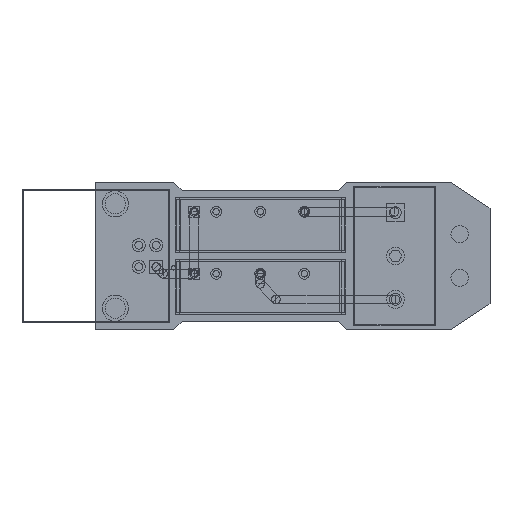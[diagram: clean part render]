
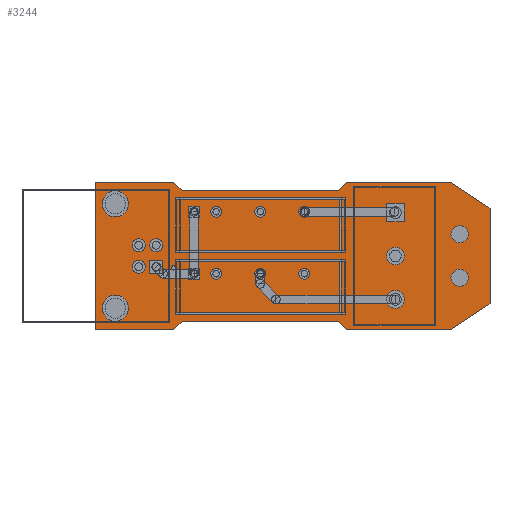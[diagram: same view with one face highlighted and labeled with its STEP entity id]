
A CAD part, top view. The second image highlights one B-rep face of the part: STEP entity #3244.
In plain terms, the highlighted planar face has unit normal (0, 0, 1).
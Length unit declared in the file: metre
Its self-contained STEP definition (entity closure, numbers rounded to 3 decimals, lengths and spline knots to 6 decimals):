
#2684 = EDGE_CURVE( '', #4962, #4963, #4964, .T. );
#2694 = EDGE_CURVE( '', #4963, #4640, #4979, .T. );
#2746 = EDGE_CURVE( '', #5063, #5064, #5065, .T. );
#2878 = EDGE_CURVE( '', #5272, #5273, #5274, .T. );
#3140 = EDGE_CURVE( '', #5659, #5660, #5661, .T. );
#3244 = ADVANCED_FACE( '', ( #5809 ), #5810, .T. );
#3492 = EDGE_CURVE( '', #4613, #6166, #6167, .T. );
#3524 = EDGE_CURVE( '', #5784, #5063, #6209, .T. );
#3572 = EDGE_CURVE( '', #5273, #5659, #6280, .T. );
#3740 = EDGE_CURVE( '', #6166, #5922, #6517, .T. );
#3752 = EDGE_CURVE( '', #4640, #5605, #6532, .T. );
#3834 = EDGE_CURVE( '', #5605, #4613, #6635, .T. );
#3912 = EDGE_CURVE( '', #5064, #5272, #6743, .T. );
#3934 = EDGE_CURVE( '', #5922, #5784, #6772, .T. );
#4050 = EDGE_CURVE( '', #5660, #4962, #6922, .T. );
#4613 = VERTEX_POINT( '', #7099 );
#4640 = VERTEX_POINT( '', #7136 );
#4962 = VERTEX_POINT( '', #7549 );
#4963 = VERTEX_POINT( '', #7550 );
#4964 = LINE( '', #7551, #7552 );
#4979 = LINE( '', #7570, #7571 );
#5063 = VERTEX_POINT( '', #7690 );
#5064 = VERTEX_POINT( '', #7691 );
#5065 = LINE( '', #7692, #7693 );
#5272 = VERTEX_POINT( '', #7964 );
#5273 = VERTEX_POINT( '', #7965 );
#5274 = LINE( '', #7966, #7967 );
#5605 = VERTEX_POINT( '', #8420 );
#5659 = VERTEX_POINT( '', #8498 );
#5660 = VERTEX_POINT( '', #8499 );
#5661 = LINE( '', #8500, #8501 );
#5784 = VERTEX_POINT( '', #8663 );
#5809 = FACE_OUTER_BOUND( '', #8697, .T. );
#5810 = PLANE( '', #8698 );
#5922 = VERTEX_POINT( '', #8845 );
#6166 = VERTEX_POINT( '', #9178 );
#6167 = LINE( '', #9179, #9180 );
#6209 = LINE( '', #9239, #9240 );
#6280 = LINE( '', #9327, #9328 );
#6517 = LINE( '', #9636, #9637 );
#6532 = LINE( '', #9657, #9658 );
#6635 = LINE( '', #9811, #9812 );
#6743 = LINE( '', #9960, #9961 );
#6772 = LINE( '', #10002, #10003 );
#6922 = LINE( '', #10220, #10221 );
#7099 = CARTESIAN_POINT( '', ( 0.029, 0.017, -0.000035 ) );
#7136 = CARTESIAN_POINT( '', ( 0.01, 0.016, -0.000035 ) );
#7549 = CARTESIAN_POINT( '', ( 0., 0.017, -0.000035 ) );
#7550 = CARTESIAN_POINT( '', ( 0.009, 0.017, -0.000035 ) );
#7551 = CARTESIAN_POINT( '', ( 0., 0.017, -0.000035 ) );
#7552 = VECTOR( '', #10786, 1. );
#7570 = CARTESIAN_POINT( '', ( 0.009, 0.017, -0.000035 ) );
#7571 = VECTOR( '', #10807, 1. );
#7690 = CARTESIAN_POINT( '', ( 0.041, 0., -0.000035 ) );
#7691 = CARTESIAN_POINT( '', ( 0.029, 0., -0.000035 ) );
#7692 = CARTESIAN_POINT( '', ( 0.041, 0., -0.000035 ) );
#7693 = VECTOR( '', #10880, 1. );
#7964 = CARTESIAN_POINT( '', ( 0.028, 0.001, -0.000035 ) );
#7965 = CARTESIAN_POINT( '', ( 0.01, 0.001, -0.000035 ) );
#7966 = CARTESIAN_POINT( '', ( 0.028, 0.001, -0.000035 ) );
#7967 = VECTOR( '', #11130, 1. );
#8420 = CARTESIAN_POINT( '', ( 0.028, 0.016, -0.000035 ) );
#8498 = CARTESIAN_POINT( '', ( 0.009, 0., -0.000035 ) );
#8499 = CARTESIAN_POINT( '', ( 0., 0., -0.000035 ) );
#8500 = CARTESIAN_POINT( '', ( 0.009, 0., -0.000035 ) );
#8501 = VECTOR( '', #11582, 1. );
#8663 = CARTESIAN_POINT( '', ( 0.0455, 0.003, -0.000035 ) );
#8697 = EDGE_LOOP( '', ( #11764, #11765, #11766, #11767, #11768, #11769, #11770, #11771, #11772, #11773, #11774, #11775, #11776, #11777 ) );
#8698 = AXIS2_PLACEMENT_3D( '', #11778, #11779, #11780 );
#8845 = CARTESIAN_POINT( '', ( 0.0455, 0.014, -0.000035 ) );
#9178 = CARTESIAN_POINT( '', ( 0.041, 0.017, -0.000035 ) );
#9179 = CARTESIAN_POINT( '', ( 0.029, 0.017, -0.000035 ) );
#9180 = VECTOR( '', #12246, 1. );
#9239 = CARTESIAN_POINT( '', ( 0.0455, 0.003, -0.000035 ) );
#9240 = VECTOR( '', #12306, 1. );
#9327 = CARTESIAN_POINT( '', ( 0.01, 0.001, -0.000035 ) );
#9328 = VECTOR( '', #12423, 1. );
#9636 = CARTESIAN_POINT( '', ( 0.041, 0.017, -0.000035 ) );
#9637 = VECTOR( '', #12775, 1. );
#9657 = CARTESIAN_POINT( '', ( 0.01, 0.016, -0.000035 ) );
#9658 = VECTOR( '', #12802, 1. );
#9811 = CARTESIAN_POINT( '', ( 0.028, 0.016, -0.000035 ) );
#9812 = VECTOR( '', #12928, 1. );
#9960 = CARTESIAN_POINT( '', ( 0.029, 0., -0.000035 ) );
#9961 = VECTOR( '', #13071, 1. );
#10002 = CARTESIAN_POINT( '', ( 0.0455, 0.014, -0.000035 ) );
#10003 = VECTOR( '', #13108, 1. );
#10220 = CARTESIAN_POINT( '', ( 0., 0., -0.000035 ) );
#10221 = VECTOR( '', #13290, 1. );
#10786 = DIRECTION( '', ( 1., 0., 0. ) );
#10807 = DIRECTION( '', ( 0.707, -0.707, 0. ) );
#10880 = DIRECTION( '', ( -1., 0., 0. ) );
#11130 = DIRECTION( '', ( -1., 0., 0. ) );
#11582 = DIRECTION( '', ( -1., 0., 0. ) );
#11764 = ORIENTED_EDGE( '', *, *, #3140, .F. );
#11765 = ORIENTED_EDGE( '', *, *, #3572, .F. );
#11766 = ORIENTED_EDGE( '', *, *, #2878, .F. );
#11767 = ORIENTED_EDGE( '', *, *, #3912, .F. );
#11768 = ORIENTED_EDGE( '', *, *, #2746, .F. );
#11769 = ORIENTED_EDGE( '', *, *, #3524, .F. );
#11770 = ORIENTED_EDGE( '', *, *, #3934, .F. );
#11771 = ORIENTED_EDGE( '', *, *, #3740, .F. );
#11772 = ORIENTED_EDGE( '', *, *, #3492, .F. );
#11773 = ORIENTED_EDGE( '', *, *, #3834, .F. );
#11774 = ORIENTED_EDGE( '', *, *, #3752, .F. );
#11775 = ORIENTED_EDGE( '', *, *, #2694, .F. );
#11776 = ORIENTED_EDGE( '', *, *, #2684, .F. );
#11777 = ORIENTED_EDGE( '', *, *, #4050, .F. );
#11778 = CARTESIAN_POINT( '', ( 0., 0., -0.000035 ) );
#11779 = DIRECTION( '', ( 0., 0., 1. ) );
#11780 = DIRECTION( '', ( 1., 0., 0. ) );
#12246 = DIRECTION( '', ( 1., 0., 0. ) );
#12306 = DIRECTION( '', ( -0.832, -0.555, 0. ) );
#12423 = DIRECTION( '', ( -0.707, -0.707, 0. ) );
#12775 = DIRECTION( '', ( 0.832, -0.555, 0. ) );
#12802 = DIRECTION( '', ( 1., 0., 0. ) );
#12928 = DIRECTION( '', ( 0.707, 0.707, 0. ) );
#13071 = DIRECTION( '', ( -0.707, 0.707, 0. ) );
#13108 = DIRECTION( '', ( 0., -1., 0. ) );
#13290 = DIRECTION( '', ( 0., 1., 0. ) );
